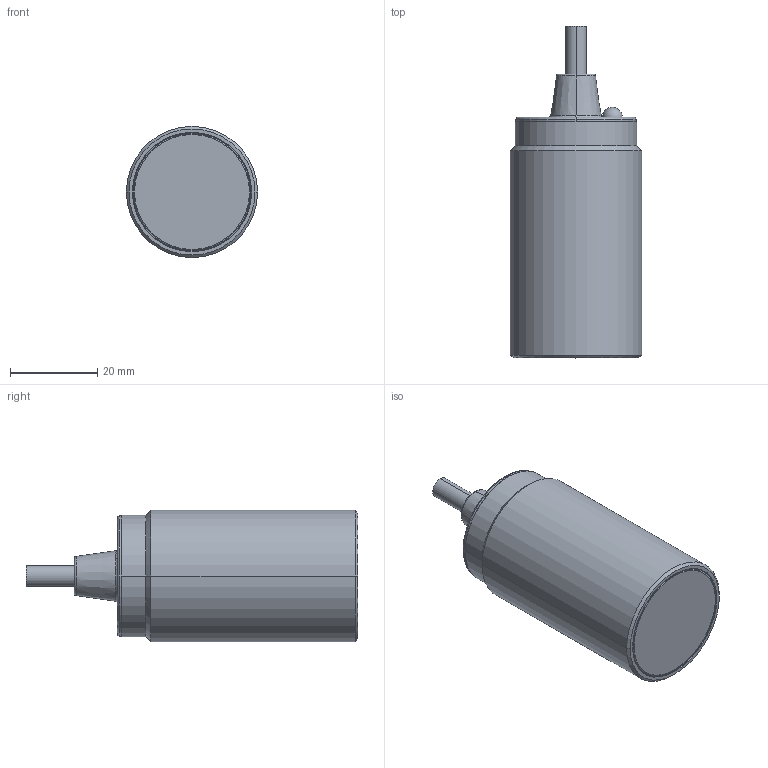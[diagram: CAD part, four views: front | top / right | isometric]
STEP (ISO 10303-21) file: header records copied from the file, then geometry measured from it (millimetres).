
FILE_DESCRIPTION((''),'2;1');
FILE_NAME('DM_CAD-6621_SW0001','2019-03-12T',('creinig-se'),(''),'PRO/ENGINEER BY PARAMETRIC TECHNOLOGY CORPORATION, 2015440','PRO/ENGINEER BY PARAMETRIC TECHNOLOGY CORPORATION, 2015440','');
FILE_SCHEMA(('CONFIG_CONTROL_DESIGN'));
Length unit declared in the file: millimetre
Products named in the file (1): DM_CAD-6621_SW0001
Bounding box: 30 x 75.9 x 30 mm (x, y, z)
Volume: 38677.3 mm3; surface area: 7446.1 mm2
Topology: 1 solids, 1 shells, 67 faces, 222 edges, 208 vertices
Faces by surface type: cylinder 21, plane 21, torus 13, cone 10, sphere 2
Entity records: 2975 total; most frequent: DIRECTION 485, CARTESIAN_POINT 405, ORIENTED_EDGE 338, AXIS2_PLACEMENT_3D 199, EDGE_CURVE 169, CIRCLE 131, VERTEX_POINT 106, PRESENTATION_STYLE_ASSIGNMENT 106
